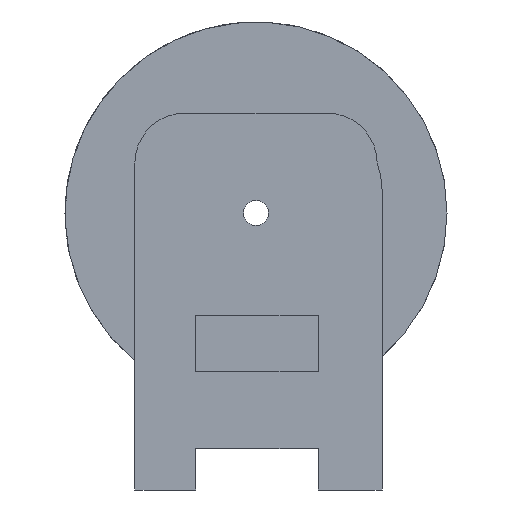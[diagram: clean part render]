
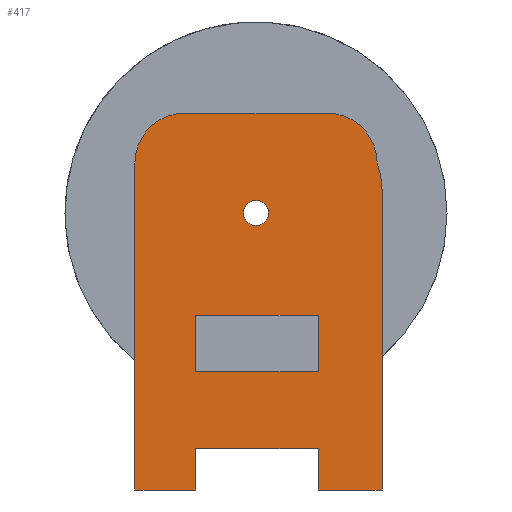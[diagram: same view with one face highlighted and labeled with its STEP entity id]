
A CAD part, left-side view. The second image highlights one B-rep face of the part: STEP entity #417.
In plain terms, the highlighted planar face has unit normal (-1, 0, 0).
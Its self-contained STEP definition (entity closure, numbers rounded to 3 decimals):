
#22=FACE_BOUND('',#73,.T.);
#23=FACE_BOUND('',#74,.T.);
#28=CIRCLE('',#457,2.5);
#29=CIRCLE('',#459,15.924);
#31=CIRCLE('',#462,10.);
#32=CIRCLE('',#463,10.);
#47=FACE_OUTER_BOUND('',#72,.T.);
#72=EDGE_LOOP('',(#310,#311,#312,#313,#314,#315,#316,#317,#318,#319,#320));
#73=EDGE_LOOP('',(#321));
#74=EDGE_LOOP('',(#322,#323,#324,#325));
#92=LINE('',#613,#136);
#98=LINE('',#625,#142);
#99=LINE('',#628,#143);
#102=LINE('',#634,#146);
#112=LINE('',#666,#156);
#113=LINE('',#670,#157);
#114=LINE('',#673,#158);
#115=LINE('',#674,#159);
#116=LINE('',#677,#160);
#117=LINE('',#679,#161);
#118=LINE('',#681,#162);
#119=LINE('',#682,#163);
#136=VECTOR('',#490,10.);
#142=VECTOR('',#498,10.);
#143=VECTOR('',#501,10.);
#146=VECTOR('',#506,10.);
#156=VECTOR('',#538,10.);
#157=VECTOR('',#541,10.);
#158=VECTOR('',#544,10.);
#159=VECTOR('',#545,10.);
#160=VECTOR('',#546,10.);
#161=VECTOR('',#547,10.);
#162=VECTOR('',#548,10.);
#163=VECTOR('',#549,10.);
#179=VERTEX_POINT('',#609);
#181=VERTEX_POINT('',#612);
#184=VERTEX_POINT('',#619);
#186=VERTEX_POINT('',#623);
#187=VERTEX_POINT('',#627);
#189=VERTEX_POINT('',#633);
#196=VERTEX_POINT('',#653);
#197=VERTEX_POINT('',#657);
#198=VERTEX_POINT('',#658);
#201=VERTEX_POINT('',#667);
#202=VERTEX_POINT('',#669);
#203=VERTEX_POINT('',#672);
#204=VERTEX_POINT('',#675);
#205=VERTEX_POINT('',#676);
#206=VERTEX_POINT('',#678);
#207=VERTEX_POINT('',#680);
#218=EDGE_CURVE('',#181,#179,#92,.T.);
#224=EDGE_CURVE('',#184,#186,#98,.T.);
#225=EDGE_CURVE('',#184,#187,#99,.T.);
#228=EDGE_CURVE('',#181,#189,#102,.T.);
#238=EDGE_CURVE('',#196,#196,#28,.T.);
#240=EDGE_CURVE('',#197,#198,#29,.T.);
#244=EDGE_CURVE('',#198,#186,#112,.T.);
#245=EDGE_CURVE('',#201,#197,#31,.T.);
#246=EDGE_CURVE('',#202,#201,#113,.T.);
#247=EDGE_CURVE('',#189,#202,#32,.T.);
#248=EDGE_CURVE('',#203,#179,#114,.T.);
#249=EDGE_CURVE('',#187,#203,#115,.T.);
#250=EDGE_CURVE('',#204,#205,#116,.T.);
#251=EDGE_CURVE('',#206,#204,#117,.T.);
#252=EDGE_CURVE('',#207,#206,#118,.T.);
#253=EDGE_CURVE('',#205,#207,#119,.T.);
#310=ORIENTED_EDGE('',*,*,#224,.T.);
#311=ORIENTED_EDGE('',*,*,#244,.F.);
#312=ORIENTED_EDGE('',*,*,#240,.F.);
#313=ORIENTED_EDGE('',*,*,#245,.F.);
#314=ORIENTED_EDGE('',*,*,#246,.F.);
#315=ORIENTED_EDGE('',*,*,#247,.F.);
#316=ORIENTED_EDGE('',*,*,#228,.F.);
#317=ORIENTED_EDGE('',*,*,#218,.T.);
#318=ORIENTED_EDGE('',*,*,#248,.F.);
#319=ORIENTED_EDGE('',*,*,#249,.F.);
#320=ORIENTED_EDGE('',*,*,#225,.F.);
#321=ORIENTED_EDGE('',*,*,#238,.T.);
#322=ORIENTED_EDGE('',*,*,#250,.F.);
#323=ORIENTED_EDGE('',*,*,#251,.F.);
#324=ORIENTED_EDGE('',*,*,#252,.F.);
#325=ORIENTED_EDGE('',*,*,#253,.F.);
#397=PLANE('',#461);
#417=ADVANCED_FACE('',(#47,#22,#23),#397,.T.);
#457=AXIS2_PLACEMENT_3D('',#654,#525,#526);
#459=AXIS2_PLACEMENT_3D('',#659,#530,#531);
#461=AXIS2_PLACEMENT_3D('',#665,#536,#537);
#462=AXIS2_PLACEMENT_3D('',#668,#539,#540);
#463=AXIS2_PLACEMENT_3D('',#671,#542,#543);
#490=DIRECTION('',(0.,-1.,0.));
#498=DIRECTION('',(0.,-1.,0.));
#501=DIRECTION('',(0.,0.,1.));
#506=DIRECTION('',(0.,0.,1.));
#525=DIRECTION('center_axis',(1.,0.,0.));
#526=DIRECTION('ref_axis',(0.,-1.,0.));
#530=DIRECTION('center_axis',(1.,0.,0.));
#531=DIRECTION('ref_axis',(0.,-0.937,0.349));
#536=DIRECTION('center_axis',(-1.,0.,0.));
#537=DIRECTION('ref_axis',(0.,-1.,0.));
#538=DIRECTION('',(0.,0.,-1.));
#539=DIRECTION('center_axis',(1.,0.,0.));
#540=DIRECTION('ref_axis',(0.,-0.707,0.707));
#541=DIRECTION('',(0.,-1.,0.));
#542=DIRECTION('center_axis',(1.,0.,0.));
#543=DIRECTION('ref_axis',(0.,0.707,0.707));
#544=DIRECTION('',(0.,0.,-1.));
#545=DIRECTION('',(0.,1.,0.));
#546=DIRECTION('',(0.,-1.,0.));
#547=DIRECTION('',(0.,0.,-1.));
#548=DIRECTION('',(0.,1.,0.));
#549=DIRECTION('',(0.,0.,1.));
#609=CARTESIAN_POINT('',(-46.,36.352,14.531));
#612=CARTESIAN_POINT('',(-46.,48.5,14.531));
#613=CARTESIAN_POINT('',(-46.,36.375,14.531));
#619=CARTESIAN_POINT('',(-46.,11.795,14.531));
#623=CARTESIAN_POINT('',(-46.,-1.,14.531));
#625=CARTESIAN_POINT('',(-46.,36.375,14.531));
#627=CARTESIAN_POINT('',(-46.,11.795,22.817));
#628=CARTESIAN_POINT('',(-46.,11.795,11.408));
#633=CARTESIAN_POINT('',(-46.,48.5,80.));
#634=CARTESIAN_POINT('',(-46.,48.5,0.));
#653=CARTESIAN_POINT('',(-46.,26.75,70.));
#654=CARTESIAN_POINT('Origin',(-46.,24.25,70.));
#657=CARTESIAN_POINT('',(-46.,0.,80.));
#658=CARTESIAN_POINT('',(-46.,-1.,74.446));
#659=CARTESIAN_POINT('Origin',(-46.,14.924,74.446));
#665=CARTESIAN_POINT('Origin',(-46.,48.5,0.));
#666=CARTESIAN_POINT('',(-46.,-1.,0.));
#667=CARTESIAN_POINT('',(-46.,10.,90.));
#668=CARTESIAN_POINT('Origin',(-46.,10.,80.));
#669=CARTESIAN_POINT('',(-46.,38.5,90.));
#670=CARTESIAN_POINT('',(-46.,36.375,90.));
#671=CARTESIAN_POINT('Origin',(-46.,38.5,80.));
#672=CARTESIAN_POINT('',(-46.,36.352,22.817));
#673=CARTESIAN_POINT('',(-46.,36.352,6.284));
#674=CARTESIAN_POINT('',(-46.,42.426,22.817));
#675=CARTESIAN_POINT('',(-46.,36.352,38.285));
#676=CARTESIAN_POINT('',(-46.,11.795,38.285));
#677=CARTESIAN_POINT('',(-46.,30.148,38.285));
#678=CARTESIAN_POINT('',(-46.,36.352,49.5));
#679=CARTESIAN_POINT('',(-46.,36.352,19.143));
#680=CARTESIAN_POINT('',(-46.,11.795,49.5));
#681=CARTESIAN_POINT('',(-46.,42.426,49.5));
#682=CARTESIAN_POINT('',(-46.,11.795,24.75));
